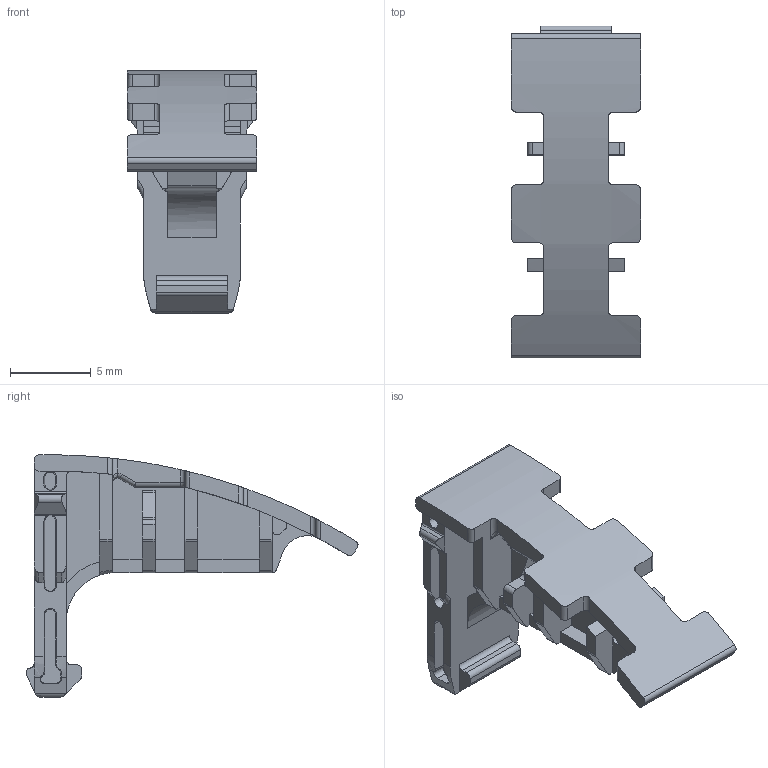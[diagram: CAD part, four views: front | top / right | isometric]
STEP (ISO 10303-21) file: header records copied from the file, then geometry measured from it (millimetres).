
FILE_DESCRIPTION(('CATIA V5 STEP Exchange','CAx-IF Rec.Pracs.--- Model Styling and Organization---1.4--- 2014-01-23'),'2;1');
FILE_NAME ('1175712-5_2', '2021-12-09T22:10:57+00:00', ('none'), ('Weidmueller'), 'CATIA Version 5-6 Release 2016 SP3 HF44', 'CATIA V5 STEP AP214', 'none');
FILE_SCHEMA(('AUTOMOTIVE_DESIGN { 1 0 10303 214 1 1 1 1 }'));
Length unit declared in the file: millimetre
Products named in the file (1): 2710220000
Bounding box: 8 x 20.57 x 14.99 mm (x, y, z)
Volume: 439.3 mm3; surface area: 1029.5 mm2
Topology: 1 solids, 1 shells, 261 faces, 755 edges, 494 vertices
Faces by surface type: plane 136, cylinder 95, cone 20, bspline 4, torus 4, sphere 2
Entity records: 9094 total; most frequent: CARTESIAN_POINT 2492, ORIENTED_EDGE 1502, DIRECTION 1005, EDGE_CURVE 751, VERTEX_POINT 494, VECTOR 467, LINE 467, AXIS2_PLACEMENT_3D 353
